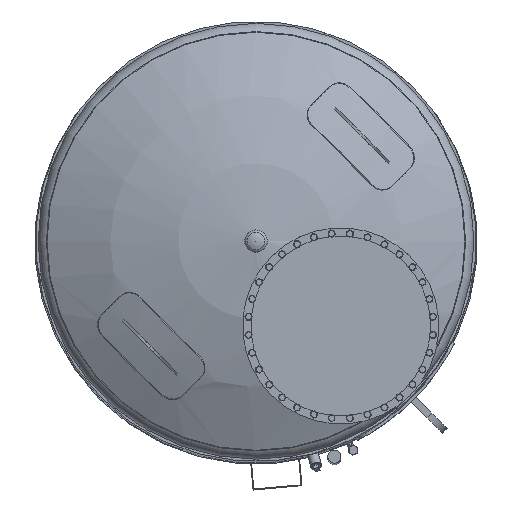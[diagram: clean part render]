
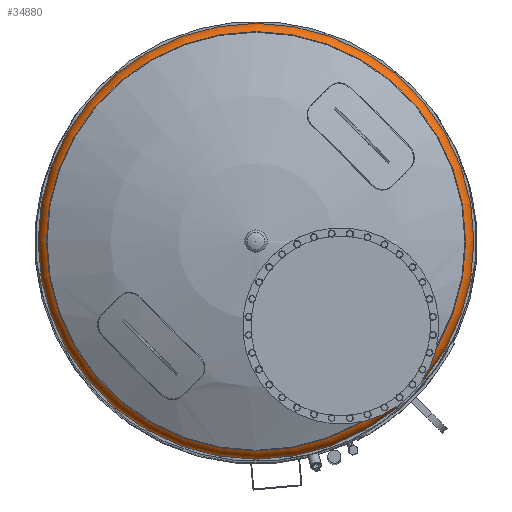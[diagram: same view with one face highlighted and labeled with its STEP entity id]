
A CAD part, top view. The second image highlights one B-rep face of the part: STEP entity #34880.
In plain terms, the highlighted toroidal (fillet/blend) face has major radius 741.667 mm and minor radius 58.333 mm.
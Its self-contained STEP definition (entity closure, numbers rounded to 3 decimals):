
#34792=CARTESIAN_POINT('',(-769.639,0.,3258.689));
#34793=VERTEX_POINT('',#34792);
#34794=CARTESIAN_POINT('',(0.,0.,3258.689));
#34795=DIRECTION('',(0.0,0.0,-1.0));
#34796=DIRECTION('',(-1.0,0.0,0.0));
#34797=AXIS2_PLACEMENT_3D('',#34794,#34795,#34796);
#34798=CIRCLE('',#34797,769.639);
#34799=EDGE_CURVE('',#34793,#34793,#34798,.T.);
#34861=CARTESIAN_POINT('',(0.,0.,3207.5));
#34862=DIRECTION('',(0.,0.,-1.0));
#34863=DIRECTION('',(0.0,-1.0,0.0));
#34864=AXIS2_PLACEMENT_3D('',#34861,#34862,#34863);
#34865=TOROIDAL_SURFACE('',#34864,741.667,58.333);
#34866=CARTESIAN_POINT('',(-800.,0.,3207.5));
#34867=VERTEX_POINT('',#34866);
#34868=CARTESIAN_POINT('',(0.,0.,3207.5));
#34869=DIRECTION('',(0.0,0.0,-1.0));
#34870=DIRECTION('',(-1.0,0.0,0.0));
#34871=AXIS2_PLACEMENT_3D('',#34868,#34869,#34870);
#34872=CIRCLE('',#34871,800.0);
#34873=EDGE_CURVE('',#34867,#34867,#34872,.T.);
#34874=ORIENTED_EDGE('',*,*,#34873,.F.);
#34875=EDGE_LOOP('',(#34874));
#34876=FACE_OUTER_BOUND('',#34875,.T.);
#34877=ORIENTED_EDGE('',*,*,#34799,.T.);
#34878=EDGE_LOOP('',(#34877));
#34879=FACE_BOUND('',#34878,.T.);
#34880=ADVANCED_FACE('',(#34876,#34879),#34865,.T.);
